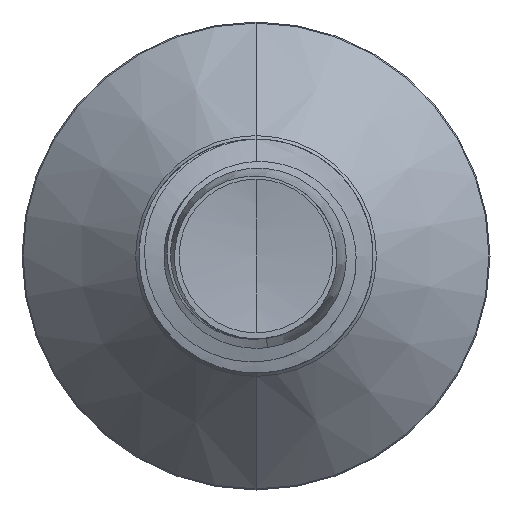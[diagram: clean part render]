
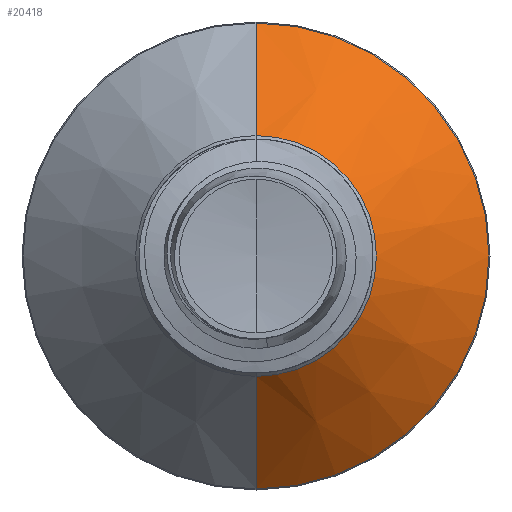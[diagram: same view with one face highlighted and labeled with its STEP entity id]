
A CAD part, front view. The second image highlights one B-rep face of the part: STEP entity #20418.
In plain terms, the highlighted conical face has half-angle 45 degrees and reference radius 3.088 mm.
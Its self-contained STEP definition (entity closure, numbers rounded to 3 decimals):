
#261 = CARTESIAN_POINT ( 'NONE',  ( 0., 26.624, 5.974 ) ) ;
#1485 = CARTESIAN_POINT ( 'NONE',  ( 0., 26.624, -5.974 ) ) ;
#4147 = CARTESIAN_POINT ( 'NONE',  ( 0., 23.739, -3.089 ) ) ;
#6027 = ORIENTED_EDGE ( 'NONE', *, *, #11632, .T. ) ;
#6230 = AXIS2_PLACEMENT_3D ( 'NONE', #33036, #16627, #36376 ) ;
#7118 = DIRECTION ( 'NONE',  ( 0., 0., 1. ) ) ;
#8721 = EDGE_LOOP ( 'NONE', ( #17862, #6027, #30031, #16200 ) ) ;
#8777 = CARTESIAN_POINT ( 'NONE',  ( 0., 23.739, 3.089 ) ) ;
#11550 = LINE ( 'NONE', #36598, #22722 ) ;
#11632 = EDGE_CURVE ( 'NONE', #16997, #14007, #11550, .T. ) ;
#11657 = VERTEX_POINT ( 'NONE', #22260 ) ;
#12615 = AXIS2_PLACEMENT_3D ( 'NONE', #34567, #31537, #7118 ) ;
#14007 = VERTEX_POINT ( 'NONE', #1485 ) ;
#16200 = ORIENTED_EDGE ( 'NONE', *, *, #17325, .F. ) ;
#16627 = DIRECTION ( 'NONE',  ( 0., 1., 0. ) ) ;
#16813 = DIRECTION ( 'NONE',  ( 0., 0.707, -0.707 ) ) ;
#16985 = DIRECTION ( 'NONE',  ( 0., 1., 0. ) ) ;
#16997 = VERTEX_POINT ( 'NONE', #4147 ) ;
#17325 = EDGE_CURVE ( 'NONE', #11657, #34405, #25423, .T. ) ;
#17862 = ORIENTED_EDGE ( 'NONE', *, *, #20774, .T. ) ;
#18106 = CONICAL_SURFACE ( 'NONE', #12615, 3.089, 0.785 ) ;
#19162 = EDGE_CURVE ( 'NONE', #34405, #14007, #30531, .T. ) ;
#20418 = ADVANCED_FACE ( 'NONE', ( #33612 ), #18106, .T. ) ;
#20774 = EDGE_CURVE ( 'NONE', #11657, #16997, #31753, .T. ) ;
#22260 = CARTESIAN_POINT ( 'NONE',  ( 0., 23.739, 3.089 ) ) ;
#22722 = VECTOR ( 'NONE', #16813, 1000. ) ;
#24580 = VECTOR ( 'NONE', #36674, 1000. ) ;
#25423 = LINE ( 'NONE', #8777, #24580 ) ;
#27338 = AXIS2_PLACEMENT_3D ( 'NONE', #33433, #16985, #36816 ) ;
#30031 = ORIENTED_EDGE ( 'NONE', *, *, #19162, .F. ) ;
#30531 = CIRCLE ( 'NONE', #6230, 5.974 ) ;
#31537 = DIRECTION ( 'NONE',  ( 0., 1., 0. ) ) ;
#31753 = CIRCLE ( 'NONE', #27338, 3.089 ) ;
#33036 = CARTESIAN_POINT ( 'NONE',  ( 0., 26.624, 0. ) ) ;
#33433 = CARTESIAN_POINT ( 'NONE',  ( 0., 23.739, 0. ) ) ;
#33612 = FACE_OUTER_BOUND ( 'NONE', #8721, .T. ) ;
#34405 = VERTEX_POINT ( 'NONE', #261 ) ;
#34567 = CARTESIAN_POINT ( 'NONE',  ( 0., 23.739, 0. ) ) ;
#36376 = DIRECTION ( 'NONE',  ( 0., 0., 1. ) ) ;
#36598 = CARTESIAN_POINT ( 'NONE',  ( 0., 23.739, -3.089 ) ) ;
#36674 = DIRECTION ( 'NONE',  ( 0., 0.707, 0.707 ) ) ;
#36816 = DIRECTION ( 'NONE',  ( 0., 0., 1. ) ) ;
